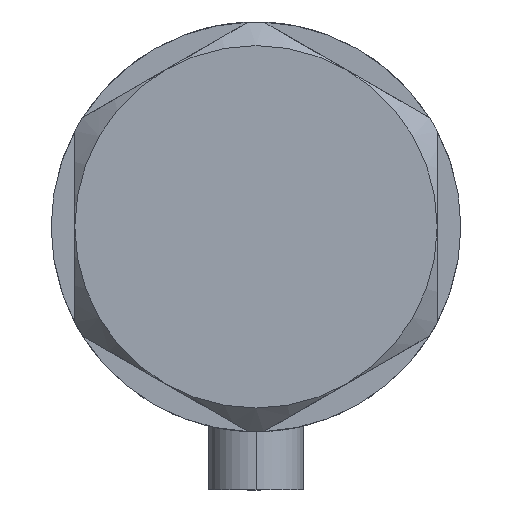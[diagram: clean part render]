
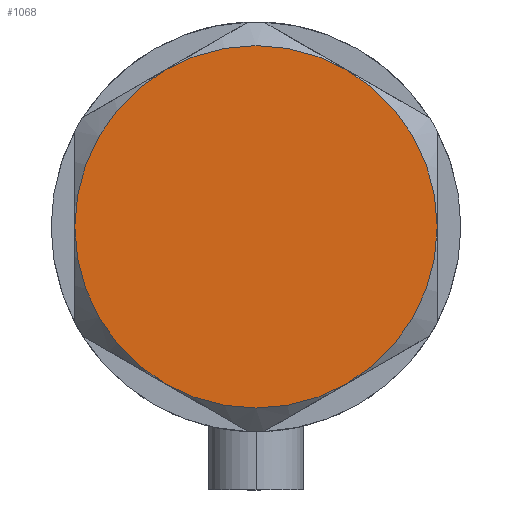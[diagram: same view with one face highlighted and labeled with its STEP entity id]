
A CAD part, left-side view. The second image highlights one B-rep face of the part: STEP entity #1068.
In plain terms, the highlighted face is planar.
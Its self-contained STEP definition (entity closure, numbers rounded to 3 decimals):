
#234 = DIRECTION ( 'NONE',  ( 1., 0., 0. ) ) ;
#353 = ORIENTED_EDGE ( 'NONE', *, *, #1265, .T. ) ;
#438 = CIRCLE ( 'NONE', #2176, 23. ) ;
#627 = CARTESIAN_POINT ( 'NONE',  ( 0., 0., 9. ) ) ;
#660 = CARTESIAN_POINT ( 'NONE',  ( -11.5, 19.919, 9. ) ) ;
#960 = CARTESIAN_POINT ( 'NONE',  ( 11.5, 19.919, 9. ) ) ;
#1068 = ADVANCED_FACE ( 'NONE', ( #3289 ), #1426, .T. ) ;
#1230 = ORIENTED_EDGE ( 'NONE', *, *, #3475, .T. ) ;
#1265 = EDGE_CURVE ( 'NONE', #1550, #2518, #4208, .T. ) ;
#1426 = PLANE ( 'NONE',  #3040 ) ;
#1501 = EDGE_CURVE ( 'NONE', #1757, #2566, #4821, .T. ) ;
#1523 = AXIS2_PLACEMENT_3D ( 'NONE', #4344, #3126, #2767 ) ;
#1550 = VERTEX_POINT ( 'NONE', #1756 ) ;
#1627 = DIRECTION ( 'NONE',  ( 0., 0., 1. ) ) ;
#1658 = VERTEX_POINT ( 'NONE', #3725 ) ;
#1756 = CARTESIAN_POINT ( 'NONE',  ( -23., 0., 9. ) ) ;
#1757 = VERTEX_POINT ( 'NONE', #960 ) ;
#1822 = DIRECTION ( 'NONE',  ( 1., 0., 0. ) ) ;
#1922 = CARTESIAN_POINT ( 'NONE',  ( 0., 0., 9. ) ) ;
#1931 = AXIS2_PLACEMENT_3D ( 'NONE', #2932, #4407, #1822 ) ;
#2176 = AXIS2_PLACEMENT_3D ( 'NONE', #2250, #4376, #2535 ) ;
#2216 = EDGE_CURVE ( 'NONE', #3488, #1658, #3661, .T. ) ;
#2250 = CARTESIAN_POINT ( 'NONE',  ( 0., 0., 9. ) ) ;
#2254 = AXIS2_PLACEMENT_3D ( 'NONE', #1922, #1627, #2314 ) ;
#2293 = DIRECTION ( 'NONE',  ( 0., 0., 1. ) ) ;
#2314 = DIRECTION ( 'NONE',  ( 1., 0., 0. ) ) ;
#2358 = CIRCLE ( 'NONE', #3438, 23. ) ;
#2518 = VERTEX_POINT ( 'NONE', #4006 ) ;
#2535 = DIRECTION ( 'NONE',  ( 1., 0., 0. ) ) ;
#2566 = VERTEX_POINT ( 'NONE', #660 ) ;
#2594 = AXIS2_PLACEMENT_3D ( 'NONE', #3764, #2293, #2661 ) ;
#2661 = DIRECTION ( 'NONE',  ( 1., 0., 0. ) ) ;
#2767 = DIRECTION ( 'NONE',  ( 1., 0., 0. ) ) ;
#2784 = EDGE_CURVE ( 'NONE', #1658, #1757, #2358, .T. ) ;
#2932 = CARTESIAN_POINT ( 'NONE',  ( 0., 0., 9. ) ) ;
#3040 = AXIS2_PLACEMENT_3D ( 'NONE', #627, #4730, #234 ) ;
#3126 = DIRECTION ( 'NONE',  ( 0., 0., 1. ) ) ;
#3289 = FACE_OUTER_BOUND ( 'NONE', #3460, .T. ) ;
#3431 = DIRECTION ( 'NONE',  ( 0., 0., 1. ) ) ;
#3438 = AXIS2_PLACEMENT_3D ( 'NONE', #4214, #3431, #3782 ) ;
#3460 = EDGE_LOOP ( 'NONE', ( #3905, #3959, #3648, #1230, #353, #4635 ) ) ;
#3475 = EDGE_CURVE ( 'NONE', #2566, #1550, #3766, .T. ) ;
#3488 = VERTEX_POINT ( 'NONE', #3789 ) ;
#3648 = ORIENTED_EDGE ( 'NONE', *, *, #1501, .T. ) ;
#3661 = CIRCLE ( 'NONE', #1931, 23. ) ;
#3725 = CARTESIAN_POINT ( 'NONE',  ( 23., 0., 9. ) ) ;
#3764 = CARTESIAN_POINT ( 'NONE',  ( 0., 0., 9. ) ) ;
#3766 = CIRCLE ( 'NONE', #2594, 23. ) ;
#3782 = DIRECTION ( 'NONE',  ( 1., 0., 0. ) ) ;
#3789 = CARTESIAN_POINT ( 'NONE',  ( 11.5, -19.919, 9. ) ) ;
#3905 = ORIENTED_EDGE ( 'NONE', *, *, #2216, .T. ) ;
#3959 = ORIENTED_EDGE ( 'NONE', *, *, #2784, .T. ) ;
#4006 = CARTESIAN_POINT ( 'NONE',  ( -11.5, -19.919, 9. ) ) ;
#4208 = CIRCLE ( 'NONE', #2254, 23. ) ;
#4214 = CARTESIAN_POINT ( 'NONE',  ( 0., 0., 9. ) ) ;
#4331 = EDGE_CURVE ( 'NONE', #2518, #3488, #438, .T. ) ;
#4344 = CARTESIAN_POINT ( 'NONE',  ( 0., 0., 9. ) ) ;
#4376 = DIRECTION ( 'NONE',  ( 0., 0., 1. ) ) ;
#4407 = DIRECTION ( 'NONE',  ( 0., 0., 1. ) ) ;
#4635 = ORIENTED_EDGE ( 'NONE', *, *, #4331, .T. ) ;
#4730 = DIRECTION ( 'NONE',  ( 0., 0., 1. ) ) ;
#4821 = CIRCLE ( 'NONE', #1523, 23. ) ;
